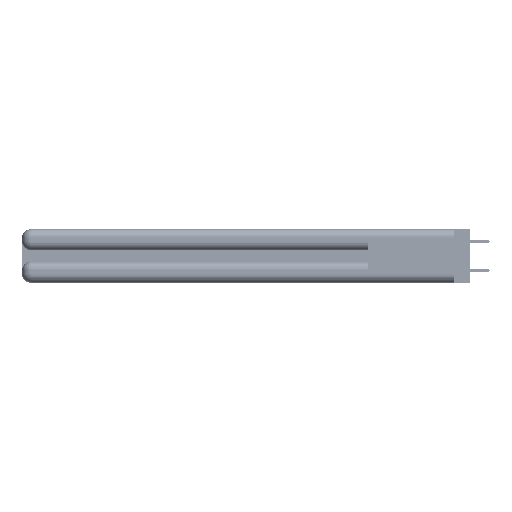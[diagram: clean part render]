
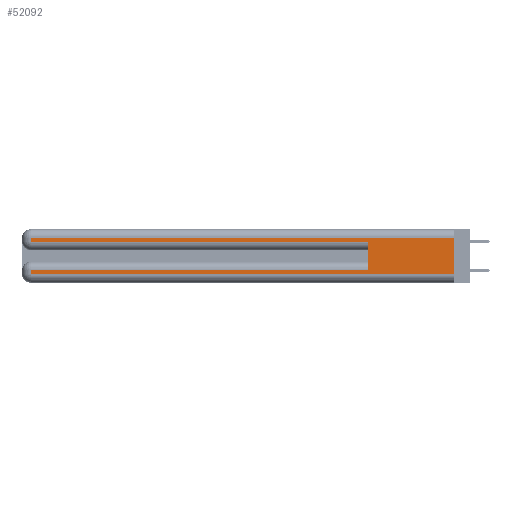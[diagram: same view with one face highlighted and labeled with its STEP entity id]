
A CAD part, left-side view. The second image highlights one B-rep face of the part: STEP entity #52092.
In plain terms, the highlighted planar face has unit normal (-1, 0, 0).
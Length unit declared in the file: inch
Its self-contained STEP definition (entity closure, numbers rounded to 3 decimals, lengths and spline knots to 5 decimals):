
#471 = EDGE_CURVE ( 'NONE', #44283, #22881, #35779, .T. ) ;
#1284 = EDGE_CURVE ( 'NONE', #8717, #38009, #42881, .T. ) ;
#1640 = CARTESIAN_POINT ( 'NONE',  ( 0., 0.6, 0.285 ) ) ;
#1971 = LINE ( 'NONE', #42534, #42685 ) ;
#4593 = LINE ( 'NONE', #29159, #22697 ) ;
#4881 = VERTEX_POINT ( 'NONE', #15206 ) ;
#6936 = CARTESIAN_POINT ( 'NONE',  ( 0., 2.94, 0.37 ) ) ;
#7051 = DIRECTION ( 'NONE',  ( 0., 1., 0. ) ) ;
#7209 = DIRECTION ( 'NONE',  ( 0., -1., 0. ) ) ;
#7477 = VECTOR ( 'NONE', #7051, 39.37008 ) ;
#8183 = ORIENTED_EDGE ( 'NONE', *, *, #471, .T. ) ;
#8717 = VERTEX_POINT ( 'NONE', #26758 ) ;
#9301 = CARTESIAN_POINT ( 'NONE',  ( 0., 0.6, 0.085 ) ) ;
#10508 = EDGE_CURVE ( 'NONE', #15283, #22881, #24375, .T. ) ;
#10812 = LINE ( 'NONE', #27099, #7477 ) ;
#11171 = DIRECTION ( 'NONE',  ( 0., 0., -1. ) ) ;
#12230 = VERTEX_POINT ( 'NONE', #29740 ) ;
#15206 = CARTESIAN_POINT ( 'NONE',  ( 0., 2.94, 0.06 ) ) ;
#15242 = DIRECTION ( 'NONE',  ( 0., 0., -1. ) ) ;
#15283 = VERTEX_POINT ( 'NONE', #9301 ) ;
#15502 = LINE ( 'NONE', #6936, #51359 ) ;
#15606 = ORIENTED_EDGE ( 'NONE', *, *, #45406, .T. ) ;
#19187 = CARTESIAN_POINT ( 'NONE',  ( 0., 2.94, 0.285 ) ) ;
#20356 = DIRECTION ( 'NONE',  ( 1., 0., 0. ) ) ;
#21965 = VECTOR ( 'NONE', #44366, 39.37008 ) ;
#22085 = ORIENTED_EDGE ( 'NONE', *, *, #1284, .F. ) ;
#22110 = EDGE_CURVE ( 'NONE', #15283, #52397, #1971, .T. ) ;
#22697 = VECTOR ( 'NONE', #49699, 39.37008 ) ;
#22881 = VERTEX_POINT ( 'NONE', #1640 ) ;
#23532 = CARTESIAN_POINT ( 'NONE',  ( 0., 0., 0.285 ) ) ;
#23584 = DIRECTION ( 'NONE',  ( 0., 0., -1. ) ) ;
#23663 = DIRECTION ( 'NONE',  ( 0., 0., -1. ) ) ;
#24304 = EDGE_CURVE ( 'NONE', #12230, #44283, #15502, .T. ) ;
#24375 = LINE ( 'NONE', #33159, #21965 ) ;
#26758 = CARTESIAN_POINT ( 'NONE',  ( 0., 0., 0.31 ) ) ;
#27099 = CARTESIAN_POINT ( 'NONE',  ( 0., 0., 0.31 ) ) ;
#28279 = VECTOR ( 'NONE', #23663, 39.37008 ) ;
#29159 = CARTESIAN_POINT ( 'NONE',  ( 0., 0., 0.06 ) ) ;
#29740 = CARTESIAN_POINT ( 'NONE',  ( 0., 2.94, 0.31 ) ) ;
#31834 = VECTOR ( 'NONE', #11171, 39.37008 ) ;
#33159 = CARTESIAN_POINT ( 'NONE',  ( 0., 0.6, 0.145 ) ) ;
#35733 = LINE ( 'NONE', #47738, #31834 ) ;
#35779 = LINE ( 'NONE', #23532, #44422 ) ;
#36103 = FACE_OUTER_BOUND ( 'NONE', #39362, .T. ) ;
#38009 = VERTEX_POINT ( 'NONE', #44072 ) ;
#38285 = AXIS2_PLACEMENT_3D ( 'NONE', #48369, #20356, #23584 ) ;
#39091 = ORIENTED_EDGE ( 'NONE', *, *, #49435, .T. ) ;
#39362 = EDGE_LOOP ( 'NONE', ( #22085, #39091, #49600, #8183, #50699, #51781, #46981, #15606 ) ) ;
#39597 = PLANE ( 'NONE',  #38285 ) ;
#39654 = EDGE_CURVE ( 'NONE', #52397, #4881, #35733, .T. ) ;
#42534 = CARTESIAN_POINT ( 'NONE',  ( 0., 0., 0.085 ) ) ;
#42685 = VECTOR ( 'NONE', #50548, 39.37008 ) ;
#42881 = LINE ( 'NONE', #51405, #28279 ) ;
#43004 = CARTESIAN_POINT ( 'NONE',  ( 0., 2.94, 0.085 ) ) ;
#44072 = CARTESIAN_POINT ( 'NONE',  ( 0., 0., 0.06 ) ) ;
#44283 = VERTEX_POINT ( 'NONE', #19187 ) ;
#44366 = DIRECTION ( 'NONE',  ( 0., 0., 1. ) ) ;
#44422 = VECTOR ( 'NONE', #7209, 39.37008 ) ;
#45406 = EDGE_CURVE ( 'NONE', #4881, #38009, #4593, .T. ) ;
#46981 = ORIENTED_EDGE ( 'NONE', *, *, #39654, .T. ) ;
#47738 = CARTESIAN_POINT ( 'NONE',  ( 0., 2.94, 0.37 ) ) ;
#48369 = CARTESIAN_POINT ( 'NONE',  ( 0., 0., 0.37 ) ) ;
#49435 = EDGE_CURVE ( 'NONE', #8717, #12230, #10812, .T. ) ;
#49600 = ORIENTED_EDGE ( 'NONE', *, *, #24304, .T. ) ;
#49699 = DIRECTION ( 'NONE',  ( 0., -1., 0. ) ) ;
#50548 = DIRECTION ( 'NONE',  ( 0., 1., 0. ) ) ;
#50699 = ORIENTED_EDGE ( 'NONE', *, *, #10508, .F. ) ;
#51359 = VECTOR ( 'NONE', #15242, 39.37008 ) ;
#51405 = CARTESIAN_POINT ( 'NONE',  ( 0., 0., 0.37 ) ) ;
#51781 = ORIENTED_EDGE ( 'NONE', *, *, #22110, .T. ) ;
#52092 = ADVANCED_FACE ( 'NONE', ( #36103 ), #39597, .F. ) ;
#52397 = VERTEX_POINT ( 'NONE', #43004 ) ;
